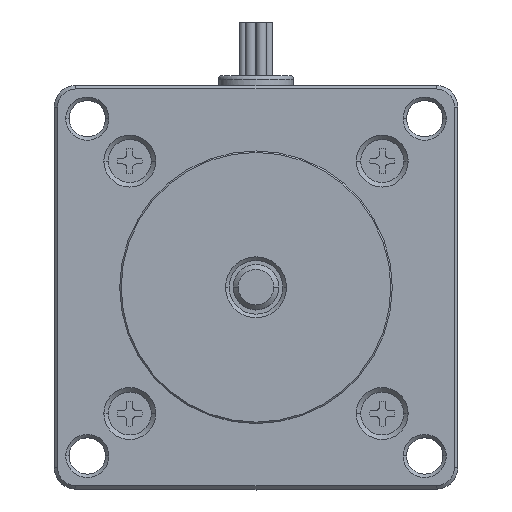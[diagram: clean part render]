
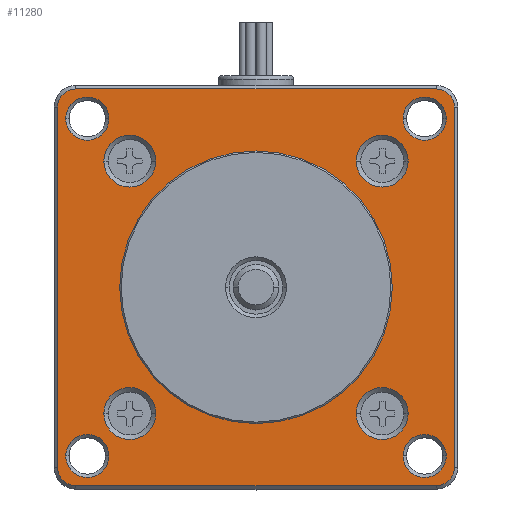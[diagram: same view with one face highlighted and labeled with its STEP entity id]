
A CAD part, top view. The second image highlights one B-rep face of the part: STEP entity #11280.
In plain terms, the highlighted planar face has unit normal (0, 0, 1).
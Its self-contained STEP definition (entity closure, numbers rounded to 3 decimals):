
#8520=CARTESIAN_POINT('',(17.642,-17.642,
0.));
#8530=DIRECTION('',(-0.,-0.,-1.));
#8540=DIRECTION('',(1.,0.,0.));
#8550=AXIS2_PLACEMENT_3D('',#8520,#8530,#8540);
#8560=CIRCLE('',#8550,3.63);
#8570=CARTESIAN_POINT('',(17.642,-21.272,
0.));
#8580=VERTEX_POINT('',#8570);
#8590=CARTESIAN_POINT('',(14.012,-17.642,
0.));
#8600=VERTEX_POINT('',#8590);
#8610=EDGE_CURVE('',#8580,#8600,#8560,.T.);
#8750=CARTESIAN_POINT('',(21.272,-17.642,0.));
#8760=VERTEX_POINT('',#8750);
#8790=EDGE_CURVE('',#8760,#8580,#8560,.T.);
#9230=CARTESIAN_POINT('',(-27.72,-27.72,0.));
#9240=DIRECTION('',(0.,0.,1.));
#9250=DIRECTION('',(1.,0.,-0.));
#9260=AXIS2_PLACEMENT_3D('',#9230,#9240,#9250);
#9270=PLANE('',#9260);
#9280=CARTESIAN_POINT('',(0.,27.72,-0.));
#9290=DIRECTION('',(1.,-0.,-0.));
#9300=VECTOR('',#9290,1.);
#9310=LINE('',#9280,#9300);
#9320=CARTESIAN_POINT('',(-25.2,27.72,0.));
#9330=VERTEX_POINT('',#9320);
#9340=CARTESIAN_POINT('',(25.2,27.72,0.));
#9350=VERTEX_POINT('',#9340);
#9360=EDGE_CURVE('',#9330,#9350,#9310,.T.);
#9370=ORIENTED_EDGE('',*,*,#9360,.F.);
#9380=CARTESIAN_POINT('',(25.2,25.2,0.));
#9390=DIRECTION('',(-0.,-0.,1.));
#9400=DIRECTION('',(-1.,0.,-0.));
#9410=AXIS2_PLACEMENT_3D('',#9380,#9390,#9400);
#9420=CIRCLE('',#9410,2.52);
#9430=CARTESIAN_POINT('',(27.72,25.2,
0.));
#9440=VERTEX_POINT('',#9430);
#9450=EDGE_CURVE('',#9440,#9350,#9420,.T.);
#9460=ORIENTED_EDGE('',*,*,#9450,.T.);
#9470=CARTESIAN_POINT('',(27.72,0.,0.));
#9480=DIRECTION('',(0.,-1.,-0.));
#9490=VECTOR('',#9480,1.);
#9500=LINE('',#9470,#9490);
#9510=CARTESIAN_POINT('',(27.72,-25.2,0.));
#9520=VERTEX_POINT('',#9510);
#9530=EDGE_CURVE('',#9440,#9520,#9500,.T.);
#9540=ORIENTED_EDGE('',*,*,#9530,.F.);
#9550=CARTESIAN_POINT('',(25.2,-25.2,0.));
#9560=DIRECTION('',(-0.,-0.,1.));
#9570=DIRECTION('',(-1.,0.,-0.));
#9580=AXIS2_PLACEMENT_3D('',#9550,#9560,#9570);
#9590=CIRCLE('',#9580,2.52);
#9600=CARTESIAN_POINT('',(25.2,-27.72,0.));
#9610=VERTEX_POINT('',#9600);
#9620=EDGE_CURVE('',#9610,#9520,#9590,.T.);
#9630=ORIENTED_EDGE('',*,*,#9620,.T.);
#9640=CARTESIAN_POINT('',(0.,-27.72,0.));
#9650=DIRECTION('',(-1.,-0.,-0.));
#9660=VECTOR('',#9650,1.);
#9670=LINE('',#9640,#9660);
#9680=CARTESIAN_POINT('',(-25.2,-27.72,0.));
#9690=VERTEX_POINT('',#9680);
#9700=EDGE_CURVE('',#9610,#9690,#9670,.T.);
#9710=ORIENTED_EDGE('',*,*,#9700,.F.);
#9720=CARTESIAN_POINT('',(-25.2,-25.2,0.));
#9730=DIRECTION('',(-0.,-0.,1.));
#9740=DIRECTION('',(-1.,0.,-0.));
#9750=AXIS2_PLACEMENT_3D('',#9720,#9730,#9740);
#9760=CIRCLE('',#9750,2.52);
#9770=CARTESIAN_POINT('',(-27.72,-25.2,0.));
#9780=VERTEX_POINT('',#9770);
#9790=EDGE_CURVE('',#9780,#9690,#9760,.T.);
#9800=ORIENTED_EDGE('',*,*,#9790,.T.);
#9810=CARTESIAN_POINT('',(-27.72,0.,0.));
#9820=DIRECTION('',(0.,1.,-0.));
#9830=VECTOR('',#9820,1.);
#9840=LINE('',#9810,#9830);
#9850=CARTESIAN_POINT('',(-27.72,25.2,0.));
#9860=VERTEX_POINT('',#9850);
#9870=EDGE_CURVE('',#9780,#9860,#9840,.T.);
#9880=ORIENTED_EDGE('',*,*,#9870,.F.);
#9890=CARTESIAN_POINT('',(-25.2,25.2,0.));
#9900=DIRECTION('',(-0.,-0.,1.));
#9910=DIRECTION('',(-1.,0.,-0.));
#9920=AXIS2_PLACEMENT_3D('',#9890,#9900,#9910);
#9930=CIRCLE('',#9920,2.52);
#9940=EDGE_CURVE('',#9330,#9860,#9930,.T.);
#9950=ORIENTED_EDGE('',*,*,#9940,.T.);
#9960=EDGE_LOOP('',(#9950,#9880,#9800,#9710,#9630,#9540,#9460,#9370));
#9970=FACE_OUTER_BOUND('',#9960,.T.);
#9980=CARTESIAN_POINT('',(17.642,17.642,0.
));
#9990=DIRECTION('',(-0.,-0.,-1.));
#10000=DIRECTION('',(1.,0.,0.));
#10010=AXIS2_PLACEMENT_3D('',#9980,#9990,#10000);
#10020=CIRCLE('',#10010,3.63);
#10030=CARTESIAN_POINT('',(21.272,17.642,
0.));
#10040=VERTEX_POINT('',#10030);
#10050=CARTESIAN_POINT('',(14.012,17.642,
0.));
#10060=VERTEX_POINT('',#10050);
#10070=EDGE_CURVE('',#10040,#10060,#10020,.T.);
#10080=ORIENTED_EDGE('',*,*,#10070,.T.);
#10090=EDGE_CURVE('',#10060,#10040,#10020,.T.);
#10100=ORIENTED_EDGE('',*,*,#10090,.T.);
#10110=EDGE_LOOP('',(#10100,#10080));
#10120=FACE_BOUND('',#10110,.T.);
#10130=CARTESIAN_POINT('',(-17.642,17.642,
0.));
#10140=DIRECTION('',(-0.,-0.,-1.));
#10150=DIRECTION('',(1.,0.,0.));
#10160=AXIS2_PLACEMENT_3D('',#10130,#10140,#10150);
#10170=CIRCLE('',#10160,3.63);
#10180=CARTESIAN_POINT('',(-21.272,17.642,
0.));
#10190=VERTEX_POINT('',#10180);
#10200=CARTESIAN_POINT('',(-14.012,17.642,
0.));
#10210=VERTEX_POINT('',#10200);
#10220=EDGE_CURVE('',#10190,#10210,#10170,.T.);
#10230=ORIENTED_EDGE('',*,*,#10220,.T.);
#10240=CARTESIAN_POINT('',(-17.642,14.012,
0.));
#10250=VERTEX_POINT('',#10240);
#10260=EDGE_CURVE('',#10250,#10190,#10170,.T.);
#10270=ORIENTED_EDGE('',*,*,#10260,.T.);
#10280=EDGE_CURVE('',#10210,#10250,#10170,.T.);
#10290=ORIENTED_EDGE('',*,*,#10280,.T.);
#10300=EDGE_LOOP('',(#10290,#10270,#10230));
#10310=FACE_BOUND('',#10300,.T.);
#10320=CARTESIAN_POINT('',(-17.642,-17.642,
0.));
#10330=DIRECTION('',(-0.,-0.,-1.));
#10340=DIRECTION('',(1.,0.,0.));
#10350=AXIS2_PLACEMENT_3D('',#10320,#10330,#10340);
#10360=CIRCLE('',#10350,3.63);
#10370=CARTESIAN_POINT('',(-21.272,-17.642,
0.));
#10380=VERTEX_POINT('',#10370);
#10390=CARTESIAN_POINT('',(-14.012,-17.642,
0.));
#10400=VERTEX_POINT('',#10390);
#10410=EDGE_CURVE('',#10380,#10400,#10360,.T.);
#10420=ORIENTED_EDGE('',*,*,#10410,.T.);
#10430=EDGE_CURVE('',#10400,#10380,#10360,.T.);
#10440=ORIENTED_EDGE('',*,*,#10430,.T.);
#10450=EDGE_LOOP('',(#10440,#10420));
#10460=FACE_BOUND('',#10450,.T.);
#10470=EDGE_CURVE('',#8600,#8760,#8560,.T.);
#10480=ORIENTED_EDGE('',*,*,#10470,.T.);
#10490=ORIENTED_EDGE('',*,*,#8610,.T.);
#10500=ORIENTED_EDGE('',*,*,#8790,.T.);
#10510=EDGE_LOOP('',(#10500,#10490,#10480));
#10520=FACE_BOUND('',#10510,.T.);
#10530=CARTESIAN_POINT('',(-23.575,-23.575,
0.));
#10540=DIRECTION('',(-0.,-0.,-1.));
#10550=DIRECTION('',(1.,0.,0.));
#10560=AXIS2_PLACEMENT_3D('',#10530,#10540,#10550);
#10570=CIRCLE('',#10560,3.02);
#10580=CARTESIAN_POINT('',(-26.595,-23.575,
0.));
#10590=VERTEX_POINT('',#10580);
#10600=CARTESIAN_POINT('',(-20.555,-23.575,
0.));
#10610=VERTEX_POINT('',#10600);
#10620=EDGE_CURVE('',#10590,#10610,#10570,.T.);
#10630=ORIENTED_EDGE('',*,*,#10620,.T.);
#10640=EDGE_CURVE('',#10610,#10590,#10570,.T.);
#10650=ORIENTED_EDGE('',*,*,#10640,.T.);
#10660=EDGE_LOOP('',(#10650,#10630));
#10670=FACE_BOUND('',#10660,.T.);
#10680=CARTESIAN_POINT('',(23.575,-23.575,
0.));
#10690=DIRECTION('',(-0.,-0.,-1.));
#10700=DIRECTION('',(1.,0.,0.));
#10710=AXIS2_PLACEMENT_3D('',#10680,#10690,#10700);
#10720=CIRCLE('',#10710,3.02);
#10730=CARTESIAN_POINT('',(20.555,-23.575,
0.));
#10740=VERTEX_POINT('',#10730);
#10750=CARTESIAN_POINT('',(26.595,-23.575,
0.));
#10760=VERTEX_POINT('',#10750);
#10770=EDGE_CURVE('',#10740,#10760,#10720,.T.);
#10780=ORIENTED_EDGE('',*,*,#10770,.T.);
#10790=EDGE_CURVE('',#10760,#10740,#10720,.T.);
#10800=ORIENTED_EDGE('',*,*,#10790,.T.);
#10810=EDGE_LOOP('',(#10800,#10780));
#10820=FACE_BOUND('',#10810,.T.);
#10830=CARTESIAN_POINT('',(23.575,23.575,
0.));
#10840=DIRECTION('',(-0.,-0.,-1.));
#10850=DIRECTION('',(1.,0.,0.));
#10860=AXIS2_PLACEMENT_3D('',#10830,#10840,#10850);
#10870=CIRCLE('',#10860,3.02);
#10880=CARTESIAN_POINT('',(26.595,23.575,0.));
#10890=VERTEX_POINT('',#10880);
#10900=CARTESIAN_POINT('',(20.555,23.575,
0.));
#10910=VERTEX_POINT('',#10900);
#10920=EDGE_CURVE('',#10890,#10910,#10870,.T.);
#10930=ORIENTED_EDGE('',*,*,#10920,.T.);
#10940=EDGE_CURVE('',#10910,#10890,#10870,.T.);
#10950=ORIENTED_EDGE('',*,*,#10940,.T.);
#10960=EDGE_LOOP('',(#10950,#10930));
#10970=FACE_BOUND('',#10960,.T.);
#10980=CARTESIAN_POINT('',(-23.575,23.575,
0.));
#10990=DIRECTION('',(-0.,-0.,-1.));
#11000=DIRECTION('',(1.,0.,0.));
#11010=AXIS2_PLACEMENT_3D('',#10980,#10990,#11000);
#11020=CIRCLE('',#11010,3.02);
#11030=CARTESIAN_POINT('',(-26.595,23.575,
0.));
#11040=VERTEX_POINT('',#11030);
#11050=CARTESIAN_POINT('',(-20.555,23.575,
0.));
#11060=VERTEX_POINT('',#11050);
#11070=EDGE_CURVE('',#11040,#11060,#11020,.T.);
#11080=ORIENTED_EDGE('',*,*,#11070,.T.);
#11090=EDGE_CURVE('',#11060,#11040,#11020,.T.);
#11100=ORIENTED_EDGE('',*,*,#11090,.T.);
#11110=EDGE_LOOP('',(#11100,#11080));
#11120=FACE_BOUND('',#11110,.T.);
#11130=CARTESIAN_POINT('',(0.,0.,0.)
);
#11140=DIRECTION('',(0.,0.,1.));
#11150=DIRECTION('',(1.,0.,0.));
#11160=AXIS2_PLACEMENT_3D('',#11130,#11140,#11150);
#11170=CIRCLE('',#11160,19.05);
#11180=CARTESIAN_POINT('',(-19.05,0.,
0.));
#11190=VERTEX_POINT('',#11180);
#11200=CARTESIAN_POINT('',(19.05,0.,0.));
#11210=VERTEX_POINT('',#11200);
#11220=EDGE_CURVE('',#11190,#11210,#11170,.T.);
#11230=ORIENTED_EDGE('',*,*,#11220,.F.);
#11240=EDGE_CURVE('',#11210,#11190,#11170,.T.);
#11250=ORIENTED_EDGE('',*,*,#11240,.F.);
#11260=EDGE_LOOP('',(#11250,#11230));
#11270=FACE_BOUND('',#11260,.T.);
#11280=ADVANCED_FACE('',(#9970,#10120,#10310,#10460,#10520,#10670,#10820
,#10970,#11120,#11270),#9270,.T.);
